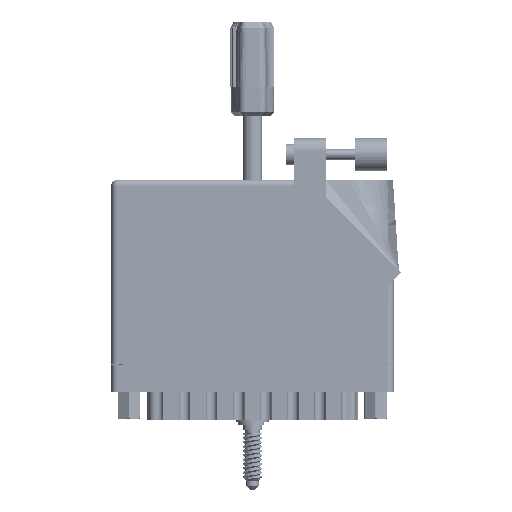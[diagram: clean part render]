
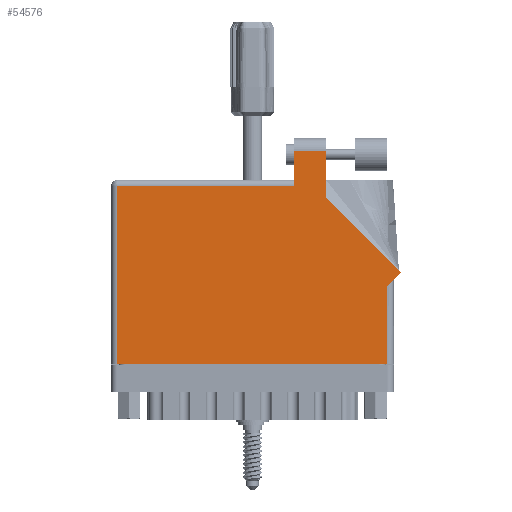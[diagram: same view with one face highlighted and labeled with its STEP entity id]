
A CAD part, front view. The second image highlights one B-rep face of the part: STEP entity #54576.
In plain terms, the highlighted face is planar.
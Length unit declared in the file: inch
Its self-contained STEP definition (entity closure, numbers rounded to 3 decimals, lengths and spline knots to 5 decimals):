
#1290 = VERTEX_POINT ( 'NONE', #64717 ) ;
#4986 = VERTEX_POINT ( 'NONE', #68133 ) ;
#5936 = CARTESIAN_POINT ( 'NONE',  ( 1.758, 2.05, 0. ) ) ;
#6295 = AXIS2_PLACEMENT_3D ( 'NONE', #31432, #98985, #62232 ) ;
#6822 = VECTOR ( 'NONE', #83033, 39.37008 ) ;
#7736 = ORIENTED_EDGE ( 'NONE', *, *, #23016, .T. ) ;
#8815 = EDGE_CURVE ( 'NONE', #4986, #90290, #75902, .T. ) ;
#10239 = ORIENTED_EDGE ( 'NONE', *, *, #67128, .T. ) ;
#11693 = LINE ( 'NONE', #13112, #17676 ) ;
#12192 = CARTESIAN_POINT ( 'NONE',  ( 2.656, 0., 0. ) ) ;
#12440 = VECTOR ( 'NONE', #67373, 39.37008 ) ;
#13112 = CARTESIAN_POINT ( 'NONE',  ( 1.758, 2.05, 0. ) ) ;
#13674 = FACE_OUTER_BOUND ( 'NONE', #44671, .T. ) ;
#14139 = DIRECTION ( 'NONE',  ( 0., -1., 0. ) ) ;
#17676 = VECTOR ( 'NONE', #73944, 39.37008 ) ;
#21760 = CARTESIAN_POINT ( 'NONE',  ( 0., 1.713, 0. ) ) ;
#23016 = EDGE_CURVE ( 'NONE', #54940, #74166, #88206, .T. ) ;
#24174 = VECTOR ( 'NONE', #59270, 39.37008 ) ;
#28931 = CARTESIAN_POINT ( 'NONE',  ( 0., 0., 0. ) ) ;
#30372 = VECTOR ( 'NONE', #14139, 39.37008 ) ;
#31432 = CARTESIAN_POINT ( 'NONE',  ( 0., 1.775, 0. ) ) ;
#32699 = VERTEX_POINT ( 'NONE', #5936 ) ;
#33098 = VECTOR ( 'NONE', #98269, 39.37008 ) ;
#35303 = VECTOR ( 'NONE', #50438, 39.37008 ) ;
#36501 = LINE ( 'NONE', #58729, #64078 ) ;
#38949 = VERTEX_POINT ( 'NONE', #97052 ) ;
#41448 = LINE ( 'NONE', #44784, #33098 ) ;
#41466 = EDGE_CURVE ( 'NONE', #90290, #64005, #43662, .T. ) ;
#43662 = LINE ( 'NONE', #28931, #35303 ) ;
#44317 = EDGE_CURVE ( 'NONE', #45211, #4986, #70879, .T. ) ;
#44671 = EDGE_LOOP ( 'NONE', ( #49382, #75910, #91403, #46791, #61239, #95505, #93710, #10239, #7736 ) ) ;
#44784 = CARTESIAN_POINT ( 'NONE',  ( 2.718, 0.815, 0. ) ) ;
#45150 = CARTESIAN_POINT ( 'NONE',  ( 1.758, 1.713, 0. ) ) ;
#45211 = VERTEX_POINT ( 'NONE', #45150 ) ;
#45913 = LINE ( 'NONE', #58354, #12440 ) ;
#46791 = ORIENTED_EDGE ( 'NONE', *, *, #44317, .T. ) ;
#49382 = ORIENTED_EDGE ( 'NONE', *, *, #71102, .T. ) ;
#50438 = DIRECTION ( 'NONE',  ( 1., 0., 0. ) ) ;
#52954 = CARTESIAN_POINT ( 'NONE',  ( 2.78871, 0.88571, 0. ) ) ;
#54576 = ADVANCED_FACE ( 'NONE', ( #13674 ), #77603, .F. ) ;
#54940 = VERTEX_POINT ( 'NONE', #96293 ) ;
#58354 = CARTESIAN_POINT ( 'NONE',  ( 2.065, 1.60942, 0. ) ) ;
#58729 = CARTESIAN_POINT ( 'NONE',  ( 2.656, 0.815, 0. ) ) ;
#59270 = DIRECTION ( 'NONE',  ( -1., 0., 0. ) ) ;
#61239 = ORIENTED_EDGE ( 'NONE', *, *, #8815, .T. ) ;
#61306 = EDGE_CURVE ( 'NONE', #64005, #38949, #36501, .T. ) ;
#62232 = DIRECTION ( 'NONE',  ( -1., 0., 0. ) ) ;
#64005 = VERTEX_POINT ( 'NONE', #12192 ) ;
#64078 = VECTOR ( 'NONE', #66474, 39.37008 ) ;
#64717 = CARTESIAN_POINT ( 'NONE',  ( 2.065, 2.05, 0. ) ) ;
#66474 = DIRECTION ( 'NONE',  ( 0., 1., 0. ) ) ;
#66575 = VECTOR ( 'NONE', #80042, 39.37008 ) ;
#67128 = EDGE_CURVE ( 'NONE', #38949, #54940, #41448, .T. ) ;
#67373 = DIRECTION ( 'NONE',  ( 0., 1., 0. ) ) ;
#68133 = CARTESIAN_POINT ( 'NONE',  ( 0.062, 1.713, 0. ) ) ;
#70879 = LINE ( 'NONE', #21760, #24174 ) ;
#71102 = EDGE_CURVE ( 'NONE', #74166, #1290, #45913, .T. ) ;
#73944 = DIRECTION ( 'NONE',  ( -1., 0., 0. ) ) ;
#74166 = VERTEX_POINT ( 'NONE', #91487 ) ;
#74818 = EDGE_CURVE ( 'NONE', #1290, #32699, #11693, .T. ) ;
#75686 = CARTESIAN_POINT ( 'NONE',  ( 0.062, 0., 0. ) ) ;
#75902 = LINE ( 'NONE', #75686, #30372 ) ;
#75910 = ORIENTED_EDGE ( 'NONE', *, *, #74818, .T. ) ;
#77603 = PLANE ( 'NONE',  #6295 ) ;
#78684 = EDGE_CURVE ( 'NONE', #32699, #45211, #91662, .T. ) ;
#80042 = DIRECTION ( 'NONE',  ( 0., -1., 0. ) ) ;
#83033 = DIRECTION ( 'NONE',  ( -0.707, 0.707, 0. ) ) ;
#88206 = LINE ( 'NONE', #52954, #6822 ) ;
#90290 = VERTEX_POINT ( 'NONE', #98187 ) ;
#91403 = ORIENTED_EDGE ( 'NONE', *, *, #78684, .T. ) ;
#91487 = CARTESIAN_POINT ( 'NONE',  ( 2.065, 1.60942, 0. ) ) ;
#91662 = LINE ( 'NONE', #96396, #66575 ) ;
#93710 = ORIENTED_EDGE ( 'NONE', *, *, #61306, .T. ) ;
#95505 = ORIENTED_EDGE ( 'NONE', *, *, #41466, .T. ) ;
#96293 = CARTESIAN_POINT ( 'NONE',  ( 2.78871, 0.88571, 0. ) ) ;
#96396 = CARTESIAN_POINT ( 'NONE',  ( 1.758, 1.775, 0. ) ) ;
#97052 = CARTESIAN_POINT ( 'NONE',  ( 2.656, 0.753, 0. ) ) ;
#98187 = CARTESIAN_POINT ( 'NONE',  ( 0.062, 0., 0. ) ) ;
#98269 = DIRECTION ( 'NONE',  ( 0.707, 0.707, 0. ) ) ;
#98985 = DIRECTION ( 'NONE',  ( 0., 0., -1. ) ) ;
